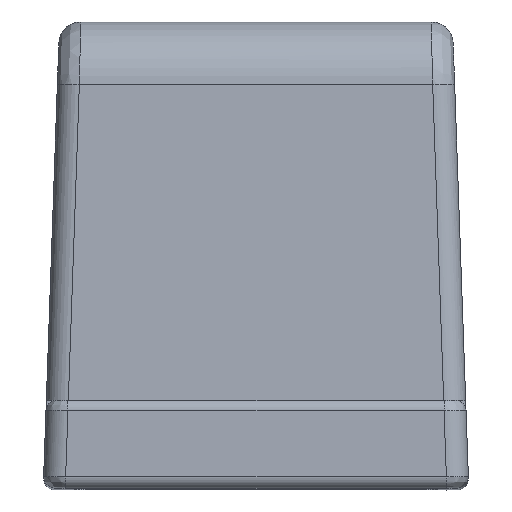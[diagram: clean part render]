
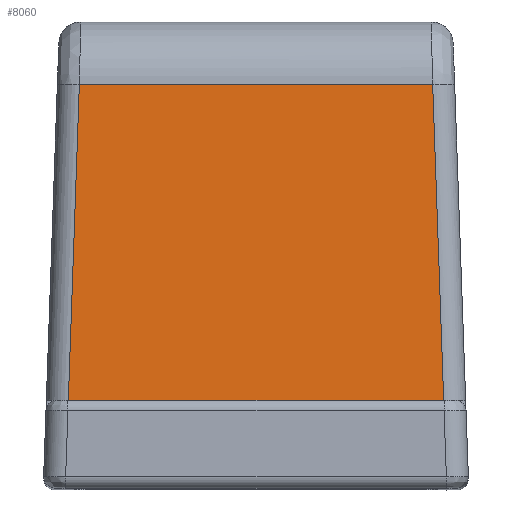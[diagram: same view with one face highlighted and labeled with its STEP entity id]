
A CAD part, top view. The second image highlights one B-rep face of the part: STEP entity #8060.
In plain terms, the highlighted planar face has unit normal (0, 0.052, 0.999).
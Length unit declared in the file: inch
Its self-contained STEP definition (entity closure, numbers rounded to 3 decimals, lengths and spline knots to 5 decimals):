
#1036=FACE_OUTER_BOUND('',#1512,.T.);
#1512=EDGE_LOOP('',(#6783,#6784,#6785,#6786));
#2214=LINE('',#15942,#2901);
#2224=LINE('',#15966,#2911);
#2258=LINE('',#16195,#2945);
#2276=LINE('',#16385,#2963);
#2901=VECTOR('',#10665,0.67136);
#2911=VECTOR('',#10691,0.56636);
#2945=VECTOR('',#10779,0.63188);
#2963=VECTOR('',#10817,0.56636);
#3642=VERTEX_POINT('',#15851);
#3657=VERTEX_POINT('',#15939);
#3658=VERTEX_POINT('',#15941);
#3698=VERTEX_POINT('',#16194);
#4693=EDGE_CURVE('',#3658,#3657,#2214,.T.);
#4706=EDGE_CURVE('',#3642,#3658,#2224,.T.);
#4755=EDGE_CURVE('',#3642,#3698,#2258,.T.);
#4779=EDGE_CURVE('',#3657,#3698,#2276,.T.);
#6783=ORIENTED_EDGE('',*,*,#4693,.T.);
#6784=ORIENTED_EDGE('',*,*,#4779,.T.);
#6785=ORIENTED_EDGE('',*,*,#4755,.F.);
#6786=ORIENTED_EDGE('',*,*,#4706,.T.);
#7674=PLANE('',#8892);
#8060=ADVANCED_FACE('',(#1036),#7674,.T.);
#8892=AXIS2_PLACEMENT_3D('',#16384,#10815,#10816);
#10665=DIRECTION('',(1.,0.,0.));
#10691=DIRECTION('',(-0.035,-0.998,0.052));
#10779=DIRECTION('',(1.,0.,0.));
#10815=DIRECTION('center_axis',(0.,0.052,0.999));
#10816=DIRECTION('ref_axis',(1.,0.,0.));
#10817=DIRECTION('',(-0.035,0.998,-0.052));
#15851=CARTESIAN_POINT('',(-0.31594,0.56524,0.73022));
#15939=CARTESIAN_POINT('',(0.33568,0.,0.75984));
#15941=CARTESIAN_POINT('',(-0.33568,0.,0.75984));
#15942=CARTESIAN_POINT('',(-0.33568,0.,0.75984));
#15966=CARTESIAN_POINT('',(-0.31594,0.56524,0.73022));
#16194=CARTESIAN_POINT('',(0.31594,0.56524,0.73022));
#16195=CARTESIAN_POINT('',(-0.31594,0.56524,0.73022));
#16384=CARTESIAN_POINT('Origin',(-0.375,0.67717,0.72435));
#16385=CARTESIAN_POINT('',(0.33568,0.,0.75984));
